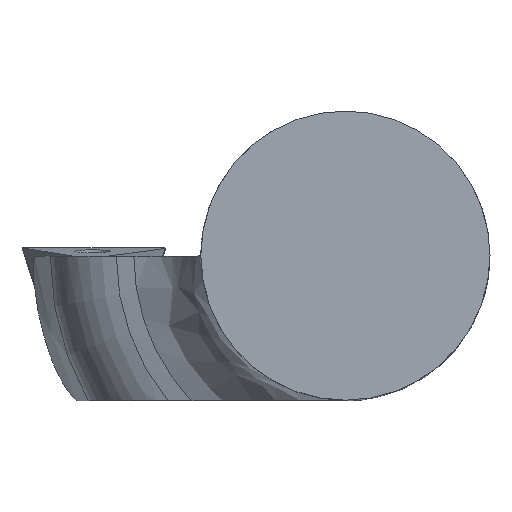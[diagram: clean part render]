
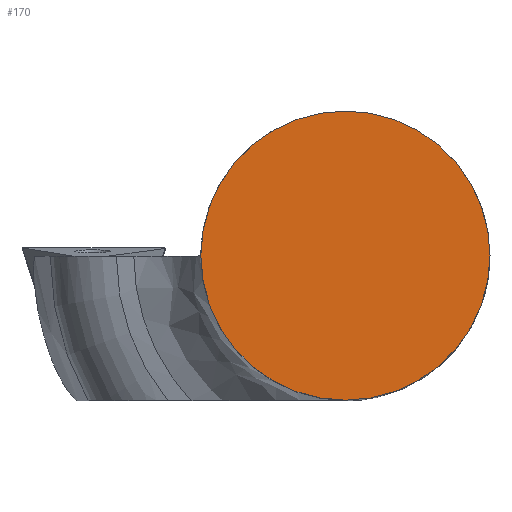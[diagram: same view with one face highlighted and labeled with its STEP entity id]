
A CAD part, top view. The second image highlights one B-rep face of the part: STEP entity #170.
In plain terms, the highlighted planar face has unit normal (0, 0, 1).
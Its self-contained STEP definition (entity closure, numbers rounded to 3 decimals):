
#170=ADVANCED_FACE('240[2]',(#498),#499,.T.);
#303=EDGE_CURVE('240[2]',#700,#700,#701,.T.);
#498=FACE_OUTER_BOUND('',#930,.T.);
#499=PLANE('',#931);
#700=VERTEX_POINT('',#1262);
#701=CIRCLE('',#1263,8.0);
#930=EDGE_LOOP('',(#1734));
#931=AXIS2_PLACEMENT_3D('',#1735,#1736,#1737);
#1262=CARTESIAN_POINT('',(-8.0,0.,0.0));
#1263=AXIS2_PLACEMENT_3D('',#1925,#1926,#1927);
#1734=ORIENTED_EDGE('',*,*,#303,.F.);
#1735=CARTESIAN_POINT('',(0.,0.,0.0));
#1736=DIRECTION('',(0.,0.,1.0));
#1737=DIRECTION('',(-1.0,0.,0.0));
#1925=CARTESIAN_POINT('',(0.,0.,0.0));
#1926=DIRECTION('',(0.,0.,-1.0));
#1927=DIRECTION('',(-1.0,0.,0.));
